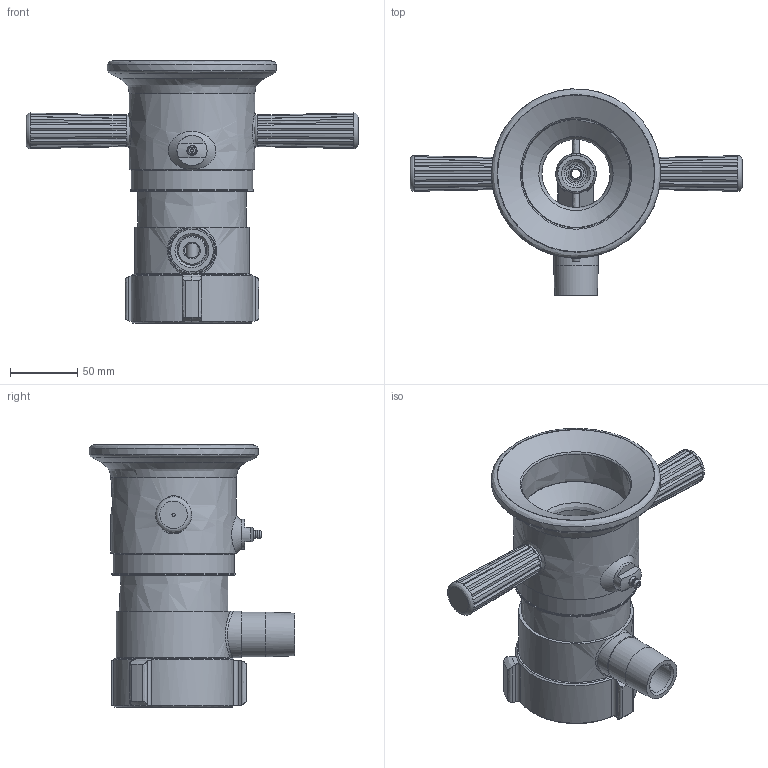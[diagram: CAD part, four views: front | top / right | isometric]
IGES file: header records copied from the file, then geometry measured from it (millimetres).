
Global section: file name: HF-350-A.igs; preprocessor: I-DEAS 3D IGES Translator 15; date: 20120629.091723; units: inch
Bounding box: 247.65 x 153.52 x 195.96 mm (x, y, z)
Volume: 711719.8 mm3; surface area: 239538.2 mm2
Topology: 11 solids, 11 shells, 401 faces, 956 edges, 592 vertices
Faces by surface type: bspline 401
